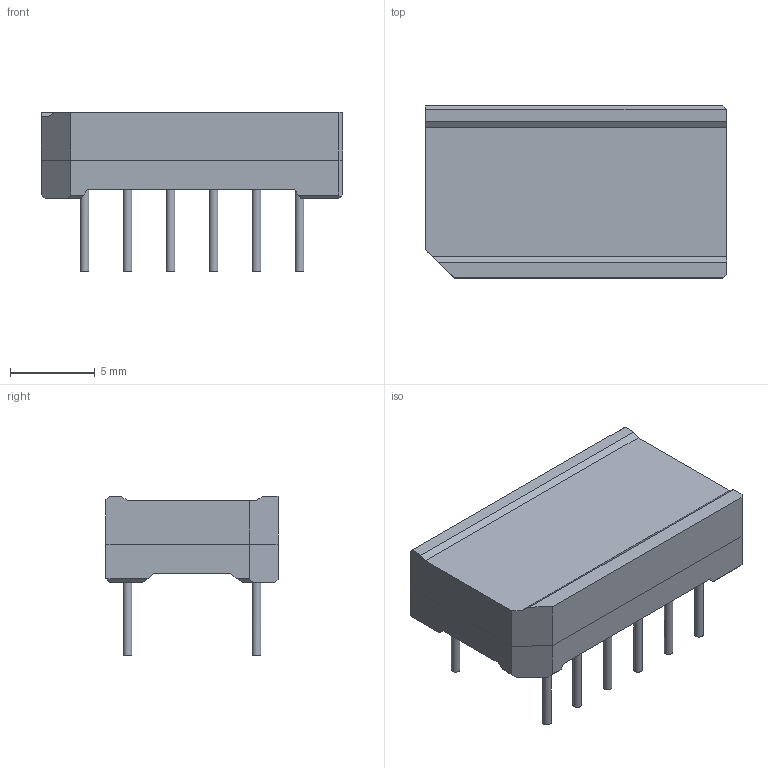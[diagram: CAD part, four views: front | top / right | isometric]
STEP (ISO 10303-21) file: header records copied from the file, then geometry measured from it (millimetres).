
FILE_DESCRIPTION(/* description */ ('Unknown'),/* implementation_level */ '2;1');
FILE_NAME(/* name */ 'HCMS-3907',/* time_stamp */ '2023-07-11T11:38:22+02:00',/* author */ ('Unknown'),/* organization */ ('Unknown'),/* preprocessor_version */ 'ST-DEVELOPER v18.102',/* originating_system */ 'Solid Edge',/* authorisation */ 'Unknown');
FILE_SCHEMA (('AUTOMOTIVE_DESIGN {1 0 10303 214 3 1 1}'));
Length unit declared in the file: millimetre
Products named in the file (1): HCMS-3907
Bounding box: 17.78 x 10.16 x 9.4 mm (x, y, z)
Volume: 815.8 mm3; surface area: 784.2 mm2
Topology: 5 solids, 5 shells, 91 faces, 220 edges, 147 vertices
Faces by surface type: plane 79, cylinder 12
Full cylindrical faces by diameter (mm): 0.51 x12
Entity records: 3007 total; most frequent: CARTESIAN_POINT 423, DIRECTION 412, ORIENTED_EDGE 392, EDGE_CURVE 196, LINE 164, VECTOR 164, VERTEX_POINT 135, AXIS2_PLACEMENT_3D 124
